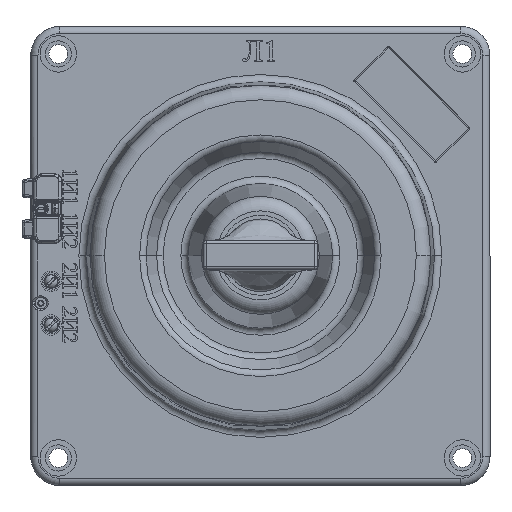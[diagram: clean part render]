
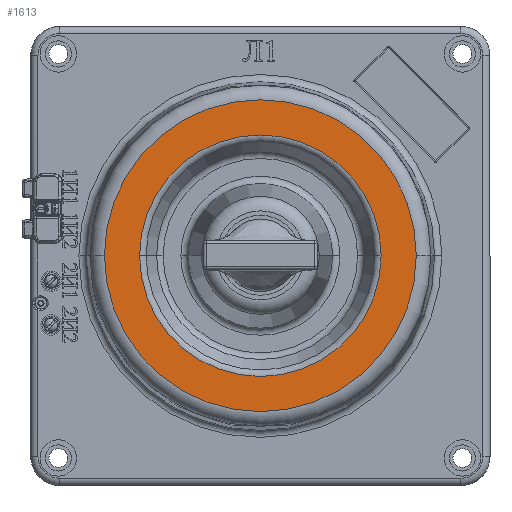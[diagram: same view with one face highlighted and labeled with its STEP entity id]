
A CAD part, top view. The second image highlights one B-rep face of the part: STEP entity #1613.
In plain terms, the highlighted planar face has unit normal (0, 0, 1).
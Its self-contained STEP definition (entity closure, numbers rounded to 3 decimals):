
#690 = CIRCLE ( 'NONE', #15226, 107.293 ) ;
#705 = CIRCLE ( 'NONE', #15188, 83.09 ) ;
#854 = FACE_BOUND ( 'NONE', #11604, .T. ) ;
#881 = FACE_OUTER_BOUND ( 'NONE', #11591, .T. ) ;
#1613 = ADVANCED_FACE ( 'NONE', ( #881, #854 ), #13563, .T. ) ;
#3587 = EDGE_CURVE ( 'NONE', #20424, #20442, #690, .T. ) ;
#3602 = EDGE_CURVE ( 'NONE', #20438, #20437, #705, .T. ) ;
#3639 = EDGE_CURVE ( 'NONE', #20437, #20438, #6786, .T. ) ;
#3675 = EDGE_CURVE ( 'NONE', #20442, #20424, #6817, .T. ) ;
#5320 = DIRECTION ( 'NONE',  ( 1., 0., 0. ) ) ;
#5325 = CARTESIAN_POINT ( 'NONE',  ( 0., 0., 139. ) ) ;
#5341 = DIRECTION ( 'NONE',  ( 0., 0., -1. ) ) ;
#5432 = DIRECTION ( 'NONE',  ( 0., 0., 1. ) ) ;
#5452 = CARTESIAN_POINT ( 'NONE',  ( 0., 0., 139. ) ) ;
#5453 = DIRECTION ( 'NONE',  ( 1., 0., 0. ) ) ;
#6786 = CIRCLE ( 'NONE', #15276, 83.09 ) ;
#6817 = CIRCLE ( 'NONE', #15293, 107.293 ) ;
#9614 = CARTESIAN_POINT ( 'NONE',  ( -107.293, 0., 139. ) ) ;
#9632 = CARTESIAN_POINT ( 'NONE',  ( 83.09, 0., 139. ) ) ;
#9645 = CARTESIAN_POINT ( 'NONE',  ( -83.09, 0., 139. ) ) ;
#9658 = CARTESIAN_POINT ( 'NONE',  ( 107.293, 0., 139. ) ) ;
#11591 = EDGE_LOOP ( 'NONE', ( #12889, #12921 ) ) ;
#11604 = EDGE_LOOP ( 'NONE', ( #12824, #12847 ) ) ;
#12824 = ORIENTED_EDGE ( 'NONE', *, *, #3639, .T. ) ;
#12847 = ORIENTED_EDGE ( 'NONE', *, *, #3602, .T. ) ;
#12889 = ORIENTED_EDGE ( 'NONE', *, *, #3587, .T. ) ;
#12921 = ORIENTED_EDGE ( 'NONE', *, *, #3675, .T. ) ;
#13563 = PLANE ( 'NONE',  #14827 ) ;
#13610 = DIRECTION ( 'NONE',  ( 0., 0., 1. ) ) ;
#13614 = DIRECTION ( 'NONE',  ( 1., 0., 0. ) ) ;
#13658 = CARTESIAN_POINT ( 'NONE',  ( 0., 0., 139. ) ) ;
#14827 = AXIS2_PLACEMENT_3D ( 'NONE', #13658, #13610, #13614 ) ;
#15188 = AXIS2_PLACEMENT_3D ( 'NONE', #19765, #19770, #19784 ) ;
#15226 = AXIS2_PLACEMENT_3D ( 'NONE', #19723, #19724, #19721 ) ;
#15276 = AXIS2_PLACEMENT_3D ( 'NONE', #5325, #5341, #5320 ) ;
#15293 = AXIS2_PLACEMENT_3D ( 'NONE', #5452, #5432, #5453 ) ;
#19721 = DIRECTION ( 'NONE',  ( 1., 0., 0. ) ) ;
#19723 = CARTESIAN_POINT ( 'NONE',  ( 0., 0., 139. ) ) ;
#19724 = DIRECTION ( 'NONE',  ( 0., 0., 1. ) ) ;
#19765 = CARTESIAN_POINT ( 'NONE',  ( 0., 0., 139. ) ) ;
#19770 = DIRECTION ( 'NONE',  ( 0., 0., -1. ) ) ;
#19784 = DIRECTION ( 'NONE',  ( 1., 0., 0. ) ) ;
#20424 = VERTEX_POINT ( 'NONE', #9658 ) ;
#20437 = VERTEX_POINT ( 'NONE', #9632 ) ;
#20438 = VERTEX_POINT ( 'NONE', #9645 ) ;
#20442 = VERTEX_POINT ( 'NONE', #9614 ) ;
